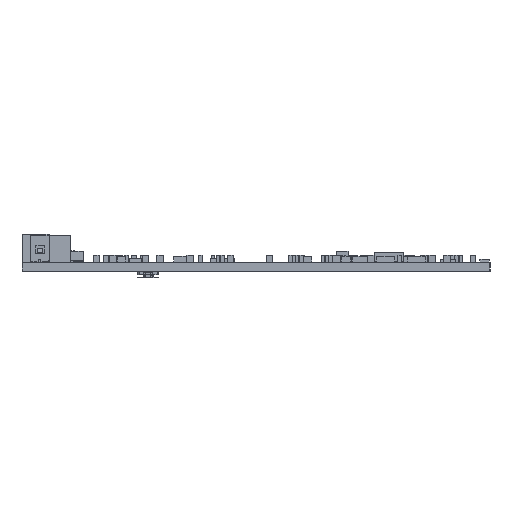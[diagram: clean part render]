
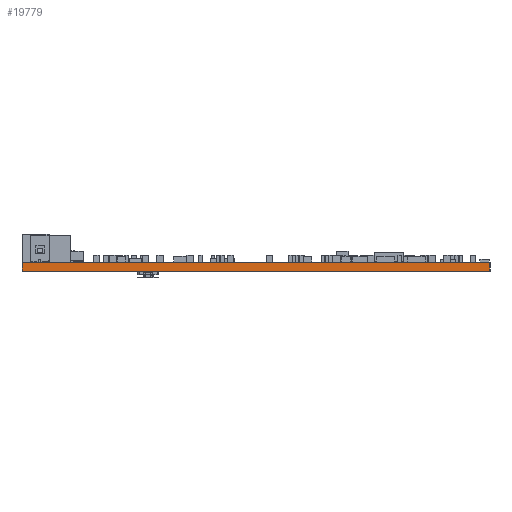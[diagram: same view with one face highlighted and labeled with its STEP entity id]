
A CAD part, left-side view. The second image highlights one B-rep face of the part: STEP entity #19779.
In plain terms, the highlighted planar face has unit normal (-1, 0, 0).
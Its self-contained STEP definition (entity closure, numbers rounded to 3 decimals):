
#19779 = ADVANCED_FACE('',(#19780),#19814,.T.);
#19780 = FACE_BOUND('',#19781,.T.);
#19781 = EDGE_LOOP('',(#19782,#19792,#19800,#19808));
#19782 = ORIENTED_EDGE('',*,*,#19783,.T.);
#19783 = EDGE_CURVE('',#19784,#19786,#19788,.T.);
#19784 = VERTEX_POINT('',#19785);
#19785 = CARTESIAN_POINT('',(38.2,47.7,-1.4)
  );
#19786 = VERTEX_POINT('',#19787);
#19787 = CARTESIAN_POINT('',(38.2,47.7,0.));
#19788 = LINE('',#19789,#19790);
#19789 = CARTESIAN_POINT('',(38.2,47.7,-1.4)
  );
#19790 = VECTOR('',#19791,1.);
#19791 = DIRECTION('',(0.,0.,1.));
#19792 = ORIENTED_EDGE('',*,*,#19793,.T.);
#19793 = EDGE_CURVE('',#19786,#19794,#19796,.T.);
#19794 = VERTEX_POINT('',#19795);
#19795 = CARTESIAN_POINT('',(38.2,127.,0.));
#19796 = LINE('',#19797,#19798);
#19797 = CARTESIAN_POINT('',(38.2,47.7,0.));
#19798 = VECTOR('',#19799,1.);
#19799 = DIRECTION('',(0.,1.,0.));
#19800 = ORIENTED_EDGE('',*,*,#19801,.F.);
#19801 = EDGE_CURVE('',#19802,#19794,#19804,.T.);
#19802 = VERTEX_POINT('',#19803);
#19803 = CARTESIAN_POINT('',(38.2,127.,-1.4));
#19804 = LINE('',#19805,#19806);
#19805 = CARTESIAN_POINT('',(38.2,127.,-1.4));
#19806 = VECTOR('',#19807,1.);
#19807 = DIRECTION('',(0.,0.,1.));
#19808 = ORIENTED_EDGE('',*,*,#19809,.F.);
#19809 = EDGE_CURVE('',#19784,#19802,#19810,.T.);
#19810 = LINE('',#19811,#19812);
#19811 = CARTESIAN_POINT('',(38.2,47.7,-1.4)
  );
#19812 = VECTOR('',#19813,1.);
#19813 = DIRECTION('',(0.,1.,0.));
#19814 = PLANE('',#19815);
#19815 = AXIS2_PLACEMENT_3D('',#19816,#19817,#19818);
#19816 = CARTESIAN_POINT('',(38.2,47.7,-1.4)
  );
#19817 = DIRECTION('',(-1.,0.,0.));
#19818 = DIRECTION('',(0.,1.,0.));
